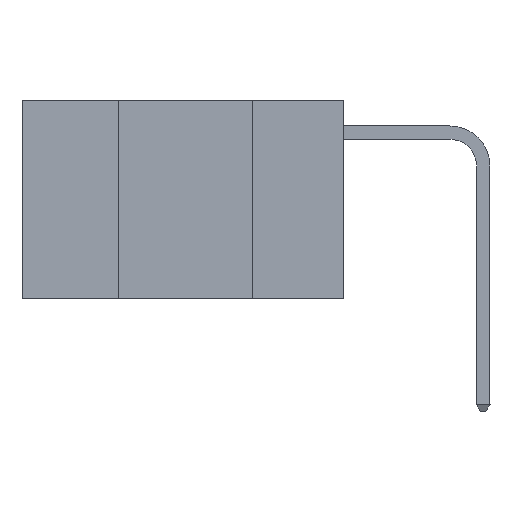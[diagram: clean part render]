
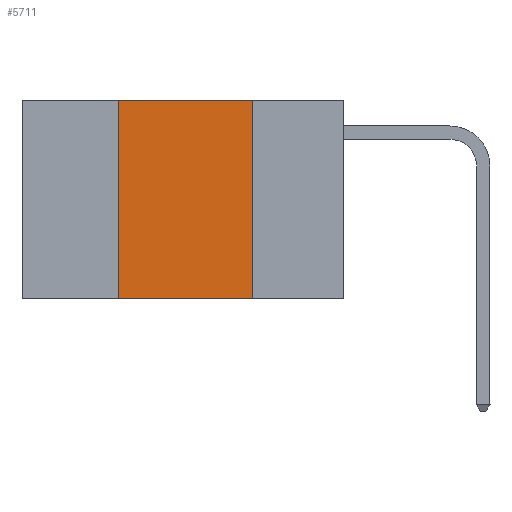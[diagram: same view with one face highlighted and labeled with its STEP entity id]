
A CAD part, left-side view. The second image highlights one B-rep face of the part: STEP entity #5711.
In plain terms, the highlighted planar face has unit normal (-1, 0, 0).
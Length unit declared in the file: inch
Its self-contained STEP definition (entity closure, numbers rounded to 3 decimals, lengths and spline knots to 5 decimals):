
#439 = DIRECTION ( 'NONE',  ( 0., 0., -1. ) ) ;
#810 = CARTESIAN_POINT ( 'NONE',  ( 0., 0.6, -0.37 ) ) ;
#984 = ORIENTED_EDGE ( 'NONE', *, *, #8517, .T. ) ;
#1680 = LINE ( 'NONE', #21891, #7087 ) ;
#2046 = VECTOR ( 'NONE', #6407, 39.37008 ) ;
#2049 = EDGE_CURVE ( 'NONE', #18727, #14937, #1680, .T. ) ;
#2851 = VERTEX_POINT ( 'NONE', #14355 ) ;
#3077 = DIRECTION ( 'NONE',  ( 0., 0., 1. ) ) ;
#3363 = LINE ( 'NONE', #810, #18976 ) ;
#3922 = CARTESIAN_POINT ( 'NONE',  ( 0., 0.42, 0. ) ) ;
#4451 = VECTOR ( 'NONE', #3077, 39.37008 ) ;
#4658 = CARTESIAN_POINT ( 'NONE',  ( 0., 0.17, 0. ) ) ;
#5085 = LINE ( 'NONE', #13231, #4451 ) ;
#5711 = ADVANCED_FACE ( 'NONE', ( #7216 ), #20743, .F. ) ;
#6175 = VERTEX_POINT ( 'NONE', #3922 ) ;
#6407 = DIRECTION ( 'NONE',  ( 0., -1., 0. ) ) ;
#7037 = AXIS2_PLACEMENT_3D ( 'NONE', #24768, #12659, #439 ) ;
#7087 = VECTOR ( 'NONE', #7689, 39.37008 ) ;
#7216 = FACE_OUTER_BOUND ( 'NONE', #22501, .T. ) ;
#7689 = DIRECTION ( 'NONE',  ( 0., 0., -1. ) ) ;
#8451 = ORIENTED_EDGE ( 'NONE', *, *, #8950, .F. ) ;
#8517 = EDGE_CURVE ( 'NONE', #2851, #14937, #3363, .T. ) ;
#8950 = EDGE_CURVE ( 'NONE', #6175, #18727, #15440, .T. ) ;
#12620 = EDGE_CURVE ( 'NONE', #2851, #6175, #5085, .T. ) ;
#12659 = DIRECTION ( 'NONE',  ( 1., 0., 0. ) ) ;
#13231 = CARTESIAN_POINT ( 'NONE',  ( 0., 0.42, 0. ) ) ;
#14355 = CARTESIAN_POINT ( 'NONE',  ( 0., 0.42, -0.37 ) ) ;
#14937 = VERTEX_POINT ( 'NONE', #26061 ) ;
#15440 = LINE ( 'NONE', #20625, #2046 ) ;
#15585 = ORIENTED_EDGE ( 'NONE', *, *, #2049, .F. ) ;
#17123 = DIRECTION ( 'NONE',  ( 0., -1., 0. ) ) ;
#18727 = VERTEX_POINT ( 'NONE', #4658 ) ;
#18976 = VECTOR ( 'NONE', #17123, 39.37008 ) ;
#20625 = CARTESIAN_POINT ( 'NONE',  ( 0., 0.6, 0. ) ) ;
#20743 = PLANE ( 'NONE',  #7037 ) ;
#21891 = CARTESIAN_POINT ( 'NONE',  ( 0., 0.17, 0. ) ) ;
#22501 = EDGE_LOOP ( 'NONE', ( #15585, #8451, #24481, #984 ) ) ;
#24481 = ORIENTED_EDGE ( 'NONE', *, *, #12620, .F. ) ;
#24768 = CARTESIAN_POINT ( 'NONE',  ( 0., 0.6, 0. ) ) ;
#26061 = CARTESIAN_POINT ( 'NONE',  ( 0., 0.17, -0.37 ) ) ;
